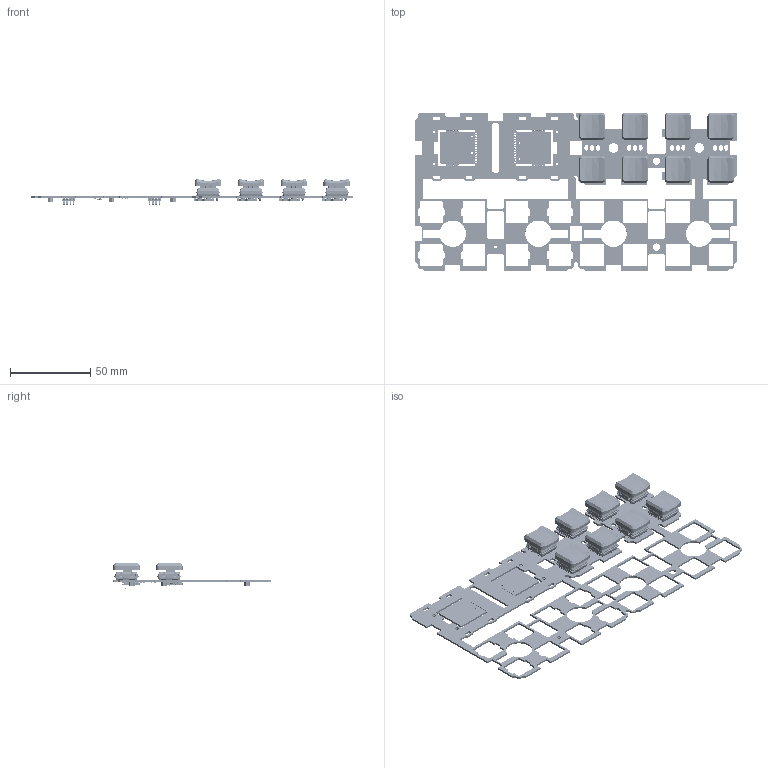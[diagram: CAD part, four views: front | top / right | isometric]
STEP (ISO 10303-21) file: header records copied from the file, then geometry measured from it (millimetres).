
FILE_DESCRIPTION(('KiCad electronic assembly'),'2;1');
FILE_NAME('PCBA-VSNX-LCDMOUNT-3D.step','2024-10-07T14:25:12',('Pcbnew'), ('Kicad'),'Open CASCADE STEP processor 7.6','KiCad to STEP converter', 'Unknown');
FILE_SCHEMA(('AUTOMOTIVE_DESIGN { 1 0 10303 214 1 1 1 1 }'));
Length unit declared in the file: millimetre
Products named in the file (18): PCBA-VSNX-LCDMOUNT-3D 1; KailhChocLowProfileSwitch2; Document009; KailhPG1350-socket; PG1350; PLASTIC-LOW-PROFILE-KEYCAP; Body; R_0402_1005Metric; battery_conn; battery_spring; SMD_NUT_M1.6x2.5; Pocket; C_0402_1005Metric; SOT-23; SOT_23; kibot_uwn2dx2s_PCB
Assembly tree (56 placements, depth 3):
  PCBA-VSNX-LCDMOUNT-3D 1
    KailhChocLowProfileSwitch2  x8
      Document009
    KailhPG1350-socket  x8
      PG1350
    PLASTIC-LOW-PROFILE-KEYCAP  x8
      Body
    R_0402_1005Metric  x9
      R_0402_1005Metric
    battery_conn  x4
      battery_spring
    SMD_NUT_M1.6x2.5  x5
      Pocket
    C_0402_1005Metric  x4
      C_0402_1005Metric
    SOT-23
      SOT_23
    kibot_uwn2dx2s_PCB
Bounding box: 200 x 98.5 x 16.11 mm (x, y, z)
Volume: 25934.4 mm3; surface area: 48739.3 mm2
Topology: 112 solids, 112 shells, 9635 faces, 25252 edges, 15910 vertices
Faces by surface type: plane 5535, bspline 2339, cylinder 1481, torus 120, cone 96, revolution 48, extrusion 16
Full cylindrical faces by diameter (mm): 1 x30, 1.6 x5, 1.9 x16, 2.41 x5, 2.6 x5, 3 x16, 4.5 x2, 5 x8, 6 x2
Entity records: 69401 total; most frequent: CARTESIAN_POINT 18499, ORIENTED_EDGE 11284, DIRECTION 8761, EDGE_CURVE 5642, VERTEX_POINT 3629, VECTOR 3017, LINE 3015, AXIS2_PLACEMENT_3D 2869
